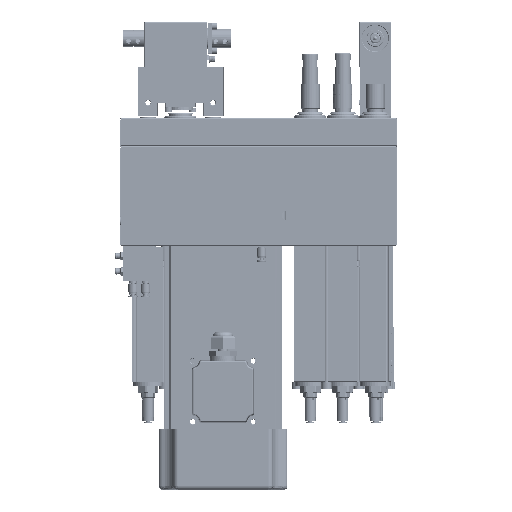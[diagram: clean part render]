
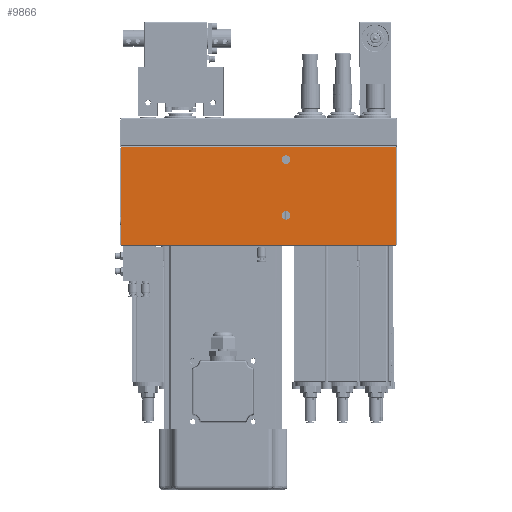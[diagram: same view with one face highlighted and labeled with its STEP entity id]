
A CAD part, top view. The second image highlights one B-rep face of the part: STEP entity #9866.
In plain terms, the highlighted planar face has unit normal (0, 0, 1).
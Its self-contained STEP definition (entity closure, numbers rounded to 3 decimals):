
#422 = ORIENTED_EDGE ( 'NONE', *, *, #98513, .F. ) ;
#4991 = EDGE_CURVE ( 'NONE', #130515, #257111, #235144, .T. ) ;
#8304 = VECTOR ( 'NONE', #110644, 1000. ) ;
#9866 = ADVANCED_FACE ( 'NONE', ( #88838, #213255, #51821 ), #22361, .T. ) ;
#10123 = CARTESIAN_POINT ( 'NONE',  ( 54., -97., 220. ) ) ;
#13606 = EDGE_CURVE ( 'NONE', #20124, #168176, #254076, .T. ) ;
#17757 = CARTESIAN_POINT ( 'NONE',  ( -220., -98., 220. ) ) ;
#20124 = VERTEX_POINT ( 'NONE', #41230 ) ;
#20983 = DIRECTION ( 'NONE',  ( 1., 0., 0. ) ) ;
#22361 = PLANE ( 'NONE',  #33150 ) ;
#22837 = VERTEX_POINT ( 'NONE', #185999 ) ;
#25852 = AXIS2_PLACEMENT_3D ( 'NONE', #158033, #39305, #20983 ) ;
#33150 = AXIS2_PLACEMENT_3D ( 'NONE', #17757, #95014, #173948 ) ;
#33518 = AXIS2_PLACEMENT_3D ( 'NONE', #60770, #61620, #78080 ) ;
#37038 = DIRECTION ( 'NONE',  ( 1., 0., 0. ) ) ;
#39305 = DIRECTION ( 'NONE',  ( 0., 0., 1. ) ) ;
#39715 = EDGE_LOOP ( 'NONE', ( #56869, #109388 ) ) ;
#40319 = VERTEX_POINT ( 'NONE', #203764 ) ;
#41230 = CARTESIAN_POINT ( 'NONE',  ( -51.75, -13., 220. ) ) ;
#46461 = EDGE_CURVE ( 'NONE', #22837, #232509, #209501, .T. ) ;
#47869 = VECTOR ( 'NONE', #237964, 1000. ) ;
#48932 = AXIS2_PLACEMENT_3D ( 'NONE', #217592, #157526, #37038 ) ;
#51821 = FACE_OUTER_BOUND ( 'NONE', #71724, .T. ) ;
#55047 = VECTOR ( 'NONE', #127078, 1000. ) ;
#56869 = ORIENTED_EDGE ( 'NONE', *, *, #206425, .F. ) ;
#60508 = EDGE_CURVE ( 'NONE', #40319, #236502, #92319, .T. ) ;
#60770 = CARTESIAN_POINT ( 'NONE',  ( -56., -68., 220. ) ) ;
#61620 = DIRECTION ( 'NONE',  ( 0., 0., 1. ) ) ;
#70510 = ORIENTED_EDGE ( 'NONE', *, *, #13606, .F. ) ;
#71724 = EDGE_LOOP ( 'NONE', ( #196566, #121913, #102931, #152414 ) ) ;
#78080 = DIRECTION ( 'NONE',  ( 1., 0., 0. ) ) ;
#88838 = FACE_BOUND ( 'NONE', #142911, .T. ) ;
#92319 = CIRCLE ( 'NONE', #25852, 4.25 ) ;
#93738 = CIRCLE ( 'NONE', #48932, 4.25 ) ;
#95014 = DIRECTION ( 'NONE',  ( 0., 0., 1. ) ) ;
#98513 = EDGE_CURVE ( 'NONE', #168176, #20124, #93738, .T. ) ;
#100497 = CARTESIAN_POINT ( 'NONE',  ( -56., -13., 220. ) ) ;
#101553 = LINE ( 'NONE', #244543, #55047 ) ;
#102931 = ORIENTED_EDGE ( 'NONE', *, *, #4991, .T. ) ;
#105209 = CIRCLE ( 'NONE', #33518, 4.25 ) ;
#109388 = ORIENTED_EDGE ( 'NONE', *, *, #60508, .F. ) ;
#110644 = DIRECTION ( 'NONE',  ( 0., 1., 0. ) ) ;
#119623 = DIRECTION ( 'NONE',  ( 1., 0., 0. ) ) ;
#121913 = ORIENTED_EDGE ( 'NONE', *, *, #141397, .T. ) ;
#127078 = DIRECTION ( 'NONE',  ( -1., 0., 0. ) ) ;
#128408 = CARTESIAN_POINT ( 'NONE',  ( -51.75, -68., 220. ) ) ;
#130515 = VERTEX_POINT ( 'NONE', #155424 ) ;
#140410 = DIRECTION ( 'NONE',  ( 0., 0., 1. ) ) ;
#141181 = CARTESIAN_POINT ( 'NONE',  ( 53., -1., 220. ) ) ;
#141397 = EDGE_CURVE ( 'NONE', #232509, #130515, #190087, .T. ) ;
#142911 = EDGE_LOOP ( 'NONE', ( #70510, #422 ) ) ;
#152414 = ORIENTED_EDGE ( 'NONE', *, *, #223176, .T. ) ;
#155424 = CARTESIAN_POINT ( 'NONE',  ( 53., -97., 220. ) ) ;
#155858 = VECTOR ( 'NONE', #246374, 1000. ) ;
#157526 = DIRECTION ( 'NONE',  ( 0., 0., 1. ) ) ;
#158033 = CARTESIAN_POINT ( 'NONE',  ( -56., -68., 220. ) ) ;
#166078 = CARTESIAN_POINT ( 'NONE',  ( 53., -98., 220. ) ) ;
#168176 = VERTEX_POINT ( 'NONE', #172608 ) ;
#172608 = CARTESIAN_POINT ( 'NONE',  ( -60.25, -13., 220. ) ) ;
#173948 = DIRECTION ( 'NONE',  ( 1., 0., 0. ) ) ;
#185999 = CARTESIAN_POINT ( 'NONE',  ( -219., -1., 220. ) ) ;
#190087 = LINE ( 'NONE', #10123, #155858 ) ;
#196566 = ORIENTED_EDGE ( 'NONE', *, *, #46461, .T. ) ;
#203764 = CARTESIAN_POINT ( 'NONE',  ( -60.25, -68., 220. ) ) ;
#206425 = EDGE_CURVE ( 'NONE', #236502, #40319, #105209, .T. ) ;
#209501 = LINE ( 'NONE', #217001, #47869 ) ;
#213255 = FACE_BOUND ( 'NONE', #39715, .T. ) ;
#217001 = CARTESIAN_POINT ( 'NONE',  ( -219., -98., 220. ) ) ;
#217592 = CARTESIAN_POINT ( 'NONE',  ( -56., -13., 220. ) ) ;
#222287 = CARTESIAN_POINT ( 'NONE',  ( -219., -97., 220. ) ) ;
#223176 = EDGE_CURVE ( 'NONE', #257111, #22837, #101553, .T. ) ;
#232509 = VERTEX_POINT ( 'NONE', #222287 ) ;
#235144 = LINE ( 'NONE', #166078, #8304 ) ;
#236502 = VERTEX_POINT ( 'NONE', #128408 ) ;
#237964 = DIRECTION ( 'NONE',  ( 0., -1., 0. ) ) ;
#238661 = AXIS2_PLACEMENT_3D ( 'NONE', #100497, #140410, #119623 ) ;
#244543 = CARTESIAN_POINT ( 'NONE',  ( -220., -1., 220. ) ) ;
#246374 = DIRECTION ( 'NONE',  ( 1., 0., 0. ) ) ;
#254076 = CIRCLE ( 'NONE', #238661, 4.25 ) ;
#257111 = VERTEX_POINT ( 'NONE', #141181 ) ;
